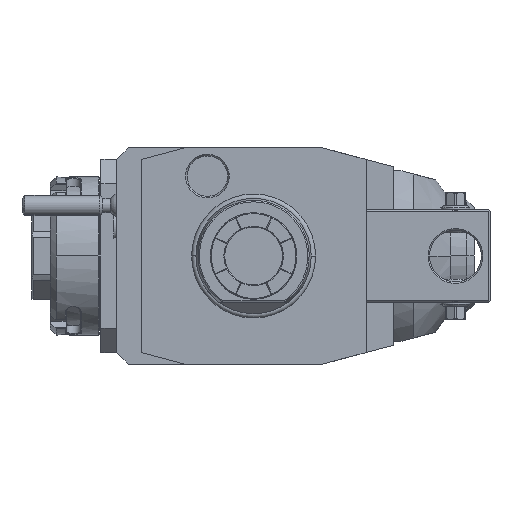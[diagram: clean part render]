
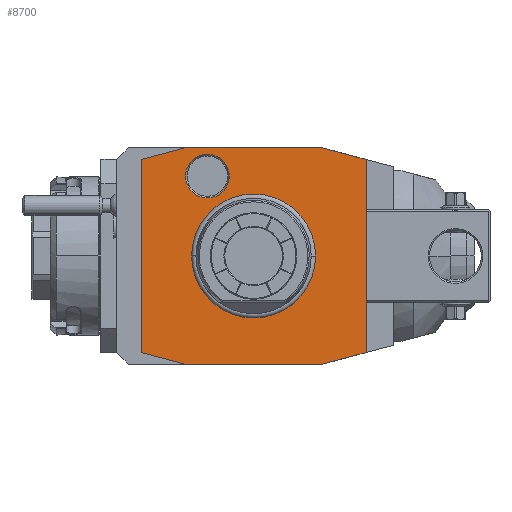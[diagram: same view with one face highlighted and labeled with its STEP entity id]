
A CAD part, front view. The second image highlights one B-rep face of the part: STEP entity #8700.
In plain terms, the highlighted planar face has unit normal (0, -1, 0).
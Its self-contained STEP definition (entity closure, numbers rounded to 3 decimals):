
#1=DIRECTION('',(-1.,0.,0.));
#2=VECTOR('',#1,48.);
#3=CARTESIAN_POINT('',(24.,0.,37.5));
#4=LINE('',#3,#2);
#5=DIRECTION('',(-0.966,0.,0.259));
#6=VECTOR('',#5,15.529);
#7=CARTESIAN_POINT('',(39.,0.,33.481));
#8=LINE('',#7,#6);
#9=DIRECTION('',(0.,0.,1.));
#10=VECTOR('',#9,66.962);
#11=CARTESIAN_POINT('',(39.,0.,-33.481));
#12=LINE('',#11,#10);
#13=DIRECTION('',(0.966,0.,0.259));
#14=VECTOR('',#13,15.529);
#15=CARTESIAN_POINT('',(24.,0.,-37.5));
#16=LINE('',#15,#14);
#17=DIRECTION('',(1.,0.,0.));
#18=VECTOR('',#17,48.);
#19=CARTESIAN_POINT('',(-24.,0.,-37.5));
#20=LINE('',#19,#18);
#21=DIRECTION('',(0.966,0.,-0.259));
#22=VECTOR('',#21,15.529);
#23=CARTESIAN_POINT('',(-39.,0.,-33.481));
#24=LINE('',#23,#22);
#25=DIRECTION('',(0.,0.,-1.));
#26=VECTOR('',#25,66.962);
#27=CARTESIAN_POINT('',(-39.,0.,33.481));
#28=LINE('',#27,#26);
#29=DIRECTION('',(-0.966,0.,-0.259));
#30=VECTOR('',#29,15.529);
#31=CARTESIAN_POINT('',(-24.,0.,37.5));
#32=LINE('',#31,#30);
#33=CARTESIAN_POINT('',(-16.,0.,27.713));
#34=DIRECTION('',(0.,1.,0.));
#35=DIRECTION('',(1.,0.,0.));
#36=AXIS2_PLACEMENT_3D('',#33,#34,#35);
#38=CARTESIAN_POINT('',(-16.,0.,27.713));
#39=DIRECTION('',(0.,1.,0.));
#40=DIRECTION('',(-1.,0.,0.));
#41=AXIS2_PLACEMENT_3D('',#38,#39,#40);
#5412=CARTESIAN_POINT('',(0.,0.,0.));
#5413=DIRECTION('',(0.,1.,0.));
#5414=DIRECTION('',(-1.,0.,0.));
#5415=AXIS2_PLACEMENT_3D('',#5412,#5413,#5414);
#5417=CARTESIAN_POINT('',(0.,0.,0.));
#5418=DIRECTION('',(0.,1.,0.));
#5419=DIRECTION('',(1.,0.,0.));
#5420=AXIS2_PLACEMENT_3D('',#5417,#5418,#5419);
#7631=CARTESIAN_POINT('',(-8.423,0.,27.713));
#7632=CARTESIAN_POINT('',(-23.577,0.,27.713));
#7633=VERTEX_POINT('',#7631);
#7634=VERTEX_POINT('',#7632);
#8459=CARTESIAN_POINT('',(24.,0.,37.5));
#8460=CARTESIAN_POINT('',(-24.,0.,37.5));
#8461=VERTEX_POINT('',#8459);
#8462=VERTEX_POINT('',#8460);
#8463=CARTESIAN_POINT('',(39.,0.,-33.481));
#8464=CARTESIAN_POINT('',(39.,0.,33.481));
#8465=VERTEX_POINT('',#8463);
#8466=VERTEX_POINT('',#8464);
#8467=CARTESIAN_POINT('',(-39.,0.,-33.481));
#8468=CARTESIAN_POINT('',(-24.,0.,-37.5));
#8469=VERTEX_POINT('',#8467);
#8470=VERTEX_POINT('',#8468);
#8471=CARTESIAN_POINT('',(-39.,0.,33.481));
#8472=VERTEX_POINT('',#8471);
#8497=CARTESIAN_POINT('',(24.,0.,-37.5));
#8498=VERTEX_POINT('',#8497);
#8539=CARTESIAN_POINT('',(-21.137,0.,0.));
#8540=CARTESIAN_POINT('',(21.137,0.,0.));
#8541=VERTEX_POINT('',#8539);
#8542=VERTEX_POINT('',#8540);
#8665=CARTESIAN_POINT('',(0.,0.,0.));
#8666=DIRECTION('',(0.,-1.,0.));
#8667=DIRECTION('',(-1.,0.,0.));
#8668=AXIS2_PLACEMENT_3D('',#8665,#8666,#8667);
#8669=PLANE('',#8668);
#8671=ORIENTED_EDGE('',*,*,#8670,.F.);
#8673=ORIENTED_EDGE('',*,*,#8672,.F.);
#8675=ORIENTED_EDGE('',*,*,#8674,.F.);
#8677=ORIENTED_EDGE('',*,*,#8676,.F.);
#8679=ORIENTED_EDGE('',*,*,#8678,.F.);
#8681=ORIENTED_EDGE('',*,*,#8680,.F.);
#8683=ORIENTED_EDGE('',*,*,#8682,.F.);
#8685=ORIENTED_EDGE('',*,*,#8684,.F.);
#8686=EDGE_LOOP('',(#8671,#8673,#8675,#8677,#8679,#8681,#8683,#8685));
#8687=FACE_OUTER_BOUND('',#8686,.F.);
#8689=ORIENTED_EDGE('',*,*,#8688,.F.);
#8691=ORIENTED_EDGE('',*,*,#8690,.F.);
#8692=EDGE_LOOP('',(#8689,#8691));
#8693=FACE_BOUND('',#8692,.F.);
#8695=ORIENTED_EDGE('',*,*,#8694,.F.);
#8697=ORIENTED_EDGE('',*,*,#8696,.F.);
#8698=EDGE_LOOP('',(#8695,#8697));
#8699=FACE_BOUND('',#8698,.F.);
#37=CIRCLE('',#36,7.577);
#42=CIRCLE('',#41,7.577);
#5416=CIRCLE('',#5415,21.137);
#5421=CIRCLE('',#5420,21.137);
#8670=EDGE_CURVE('',#8461,#8462,#4,.T.);
#8672=EDGE_CURVE('',#8466,#8461,#8,.T.);
#8674=EDGE_CURVE('',#8465,#8466,#12,.T.);
#8676=EDGE_CURVE('',#8498,#8465,#16,.T.);
#8678=EDGE_CURVE('',#8470,#8498,#20,.T.);
#8680=EDGE_CURVE('',#8469,#8470,#24,.T.);
#8682=EDGE_CURVE('',#8472,#8469,#28,.T.);
#8684=EDGE_CURVE('',#8462,#8472,#32,.T.);
#8688=EDGE_CURVE('',#8541,#8542,#5416,.T.);
#8690=EDGE_CURVE('',#8542,#8541,#5421,.T.);
#8694=EDGE_CURVE('',#7633,#7634,#37,.T.);
#8696=EDGE_CURVE('',#7634,#7633,#42,.T.);
#8700=ADVANCED_FACE('',(#8687,#8693,#8699),#8669,.T.);
